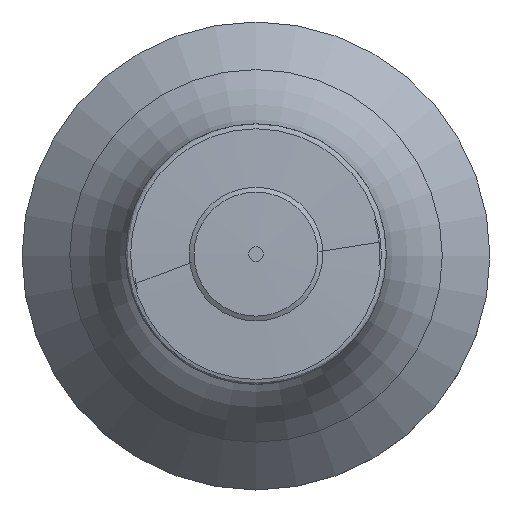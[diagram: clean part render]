
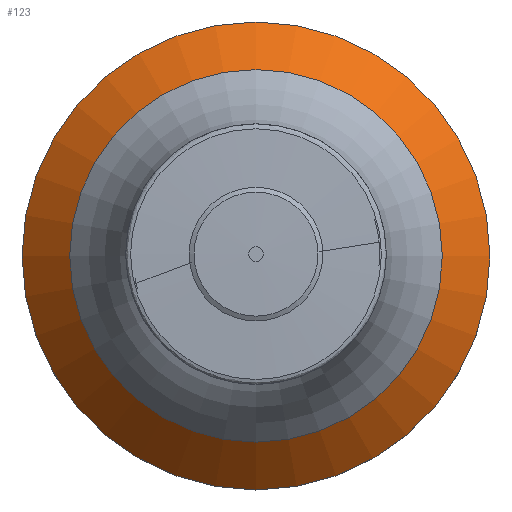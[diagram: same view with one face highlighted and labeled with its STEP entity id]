
A CAD part, top view. The second image highlights one B-rep face of the part: STEP entity #123.
In plain terms, the highlighted conical face has half-angle 45 degrees and reference radius 9.25 mm.
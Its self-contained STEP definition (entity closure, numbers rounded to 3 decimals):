
#67=CONICAL_SURFACE('',#427,9.25,45.);
#123=ADVANCED_FACE('',(#163,#164),#67,.T.);
#163=FACE_BOUND('',#207,.T.);
#164=FACE_BOUND('',#208,.T.);
#207=EDGE_LOOP('',(#270));
#208=EDGE_LOOP('',(#271));
#270=ORIENTED_EDGE('',*,*,#368,.T.);
#271=ORIENTED_EDGE('',*,*,#369,.T.);
#331=VERTEX_POINT('',#623);
#332=VERTEX_POINT('',#625);
#368=EDGE_CURVE('',#331,#331,#391,.T.);
#369=EDGE_CURVE('',#332,#332,#392,.T.);
#391=CIRCLE('',#425,13.936);
#392=CIRCLE('',#426,17.5);
#425=AXIS2_PLACEMENT_3D('',#622,#503,#504);
#426=AXIS2_PLACEMENT_3D('',#624,#505,#506);
#427=AXIS2_PLACEMENT_3D('',#626,#507,#508);
#503=DIRECTION('',(0.,0.,-1.));
#504=DIRECTION('',(0.,1.,0.));
#505=DIRECTION('',(0.,0.,1.));
#506=DIRECTION('',(0.,-1.,0.));
#507=DIRECTION('',(0.,0.,-1.));
#508=DIRECTION('',(0.,1.,0.));
#622=CARTESIAN_POINT('',(0.,0.,8.564));
#623=CARTESIAN_POINT('',(0.,13.936,8.564));
#624=CARTESIAN_POINT('',(0.,0.,5.));
#625=CARTESIAN_POINT('',(0.,-17.5,5.));
#626=CARTESIAN_POINT('',(0.,0.,13.25));
